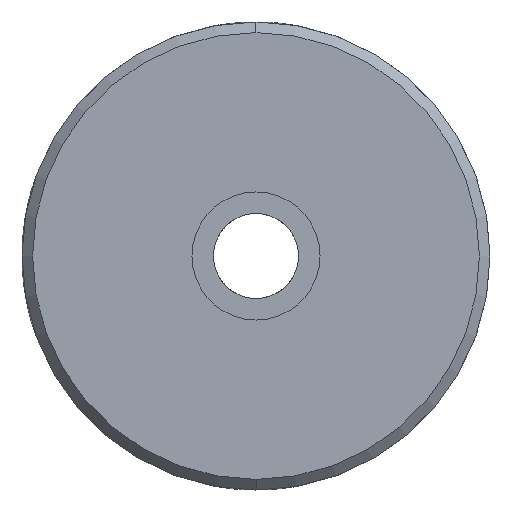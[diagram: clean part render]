
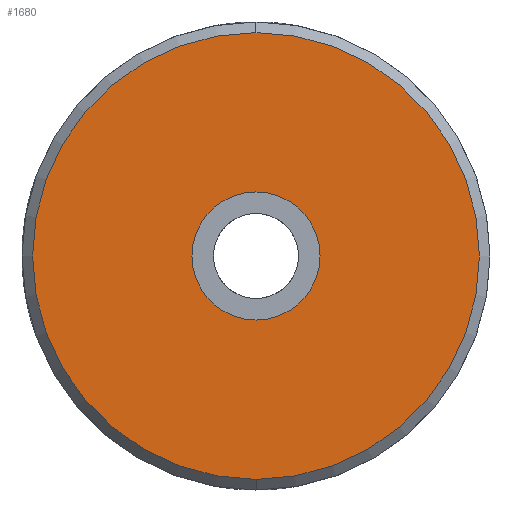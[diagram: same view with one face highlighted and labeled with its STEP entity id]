
A CAD part, left-side view. The second image highlights one B-rep face of the part: STEP entity #1680.
In plain terms, the highlighted planar face has unit normal (-1, 0, 0).
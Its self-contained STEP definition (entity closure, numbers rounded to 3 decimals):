
#58 = FACE_BOUND ( 'NONE', #2560, .T. ) ;
#89 = CIRCLE ( 'NONE', #789, 5.25 ) ;
#132 = CARTESIAN_POINT ( 'NONE',  ( 0.2, 0., 1.505 ) ) ;
#195 = CARTESIAN_POINT ( 'NONE',  ( 0.2, 0., 0. ) ) ;
#324 = AXIS2_PLACEMENT_3D ( 'NONE', #971, #576, #383 ) ;
#356 = CARTESIAN_POINT ( 'NONE',  ( 0.2, 0., -1.505 ) ) ;
#383 = DIRECTION ( 'NONE',  ( 0., 0., -1. ) ) ;
#406 = EDGE_CURVE ( 'NONE', #1814, #898, #2295, .T. ) ;
#439 = CARTESIAN_POINT ( 'NONE',  ( 0.2, 1.505, 0. ) ) ;
#463 = DIRECTION ( 'NONE',  ( 0., 0., -1. ) ) ;
#484 = CARTESIAN_POINT ( 'NONE',  ( 0.2, 0., -5.25 ) ) ;
#519 = ORIENTED_EDGE ( 'NONE', *, *, #797, .T. ) ;
#576 = DIRECTION ( 'NONE',  ( 1., 0., 0. ) ) ;
#608 = DIRECTION ( 'NONE',  ( 1., 0., 0. ) ) ;
#622 = VERTEX_POINT ( 'NONE', #2132 ) ;
#686 = EDGE_LOOP ( 'NONE', ( #1734, #1393 ) ) ;
#789 = AXIS2_PLACEMENT_3D ( 'NONE', #195, #608, #463 ) ;
#797 = EDGE_CURVE ( 'NONE', #898, #1814, #1649, .T. ) ;
#854 = PLANE ( 'NONE',  #1023 ) ;
#898 = VERTEX_POINT ( 'NONE', #132 ) ;
#927 = EDGE_CURVE ( 'NONE', #622, #1526, #2433, .T. ) ;
#931 = DIRECTION ( 'NONE',  ( 1., 0., 0. ) ) ;
#971 = CARTESIAN_POINT ( 'NONE',  ( 0.2, 0., 0. ) ) ;
#1012 = FACE_OUTER_BOUND ( 'NONE', #686, .T. ) ;
#1023 = AXIS2_PLACEMENT_3D ( 'NONE', #439, #1066, #1860 ) ;
#1066 = DIRECTION ( 'NONE',  ( -1., 0., 0. ) ) ;
#1102 = DIRECTION ( 'NONE',  ( 1., 0., 0. ) ) ;
#1184 = ORIENTED_EDGE ( 'NONE', *, *, #406, .T. ) ;
#1213 = EDGE_CURVE ( 'NONE', #1526, #622, #89, .T. ) ;
#1232 = AXIS2_PLACEMENT_3D ( 'NONE', #2100, #931, #2282 ) ;
#1393 = ORIENTED_EDGE ( 'NONE', *, *, #927, .F. ) ;
#1462 = CARTESIAN_POINT ( 'NONE',  ( 0.2, 0., 0. ) ) ;
#1526 = VERTEX_POINT ( 'NONE', #484 ) ;
#1649 = CIRCLE ( 'NONE', #324, 1.505 ) ;
#1680 = ADVANCED_FACE ( 'NONE', ( #58, #1012 ), #854, .T. ) ;
#1734 = ORIENTED_EDGE ( 'NONE', *, *, #1213, .F. ) ;
#1814 = VERTEX_POINT ( 'NONE', #356 ) ;
#1832 = AXIS2_PLACEMENT_3D ( 'NONE', #1462, #1102, #1901 ) ;
#1860 = DIRECTION ( 'NONE',  ( 0., 0., 1. ) ) ;
#1901 = DIRECTION ( 'NONE',  ( 0., 0., -1. ) ) ;
#2100 = CARTESIAN_POINT ( 'NONE',  ( 0.2, 0., 0. ) ) ;
#2132 = CARTESIAN_POINT ( 'NONE',  ( 0.2, 0., 5.25 ) ) ;
#2282 = DIRECTION ( 'NONE',  ( 0., 0., -1. ) ) ;
#2295 = CIRCLE ( 'NONE', #1832, 1.505 ) ;
#2433 = CIRCLE ( 'NONE', #1232, 5.25 ) ;
#2560 = EDGE_LOOP ( 'NONE', ( #1184, #519 ) ) ;
